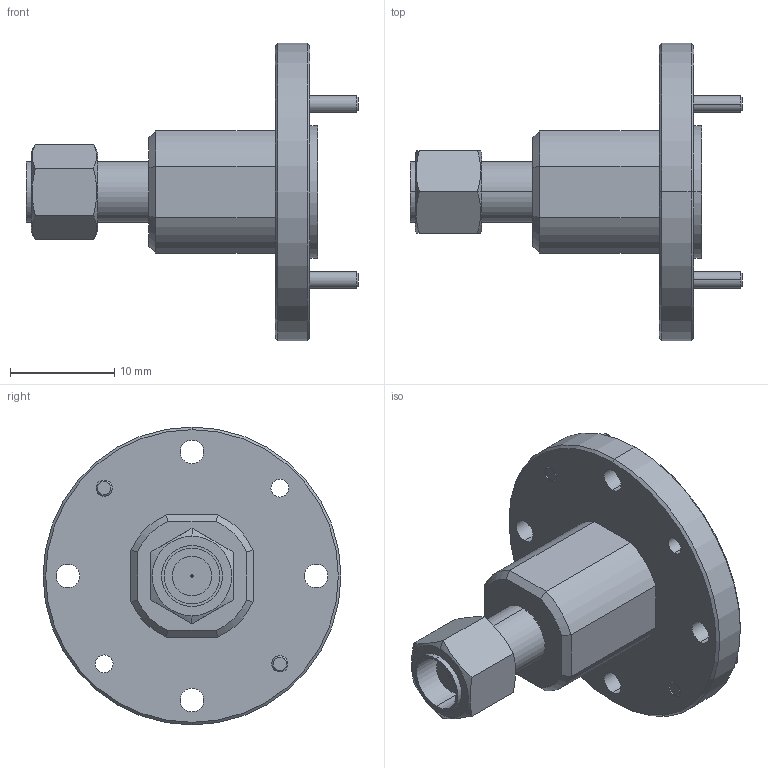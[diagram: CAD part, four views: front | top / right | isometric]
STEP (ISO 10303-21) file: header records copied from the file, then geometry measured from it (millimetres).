
FILE_DESCRIPTION (( 'STEP AP203' ), '1' );
FILE_NAME ('SWC-22VM-E1.STEP', '2018-11-08T18:48:39', ( '' ), ( '' ), 'SwSTEP 2.0', 'SolidWorks 2016', '' );
FILE_SCHEMA (( 'CONFIG_CONTROL_DESIGN' ));
Length unit declared in the file: inch
Products named in the file (1): SWC-22VM-E1
Bounding box: 31.84 x 28.57 x 28.57 mm (x, y, z)
Volume: 3980.2 mm3; surface area: 3051 mm2
Topology: 7 solids, 7 shells, 325 faces, 751 edges, 444 vertices
Faces by surface type: cone 135, cylinder 110, plane 80
Entity records: 9713 total; most frequent: CARTESIAN_POINT 2511, ORIENTED_EDGE 1470, DIRECTION 1468, EDGE_CURVE 735, AXIS2_PLACEMENT_3D 589, VERTEX_POINT 444, EDGE_LOOP 363, FACE_OUTER_BOUND 325
